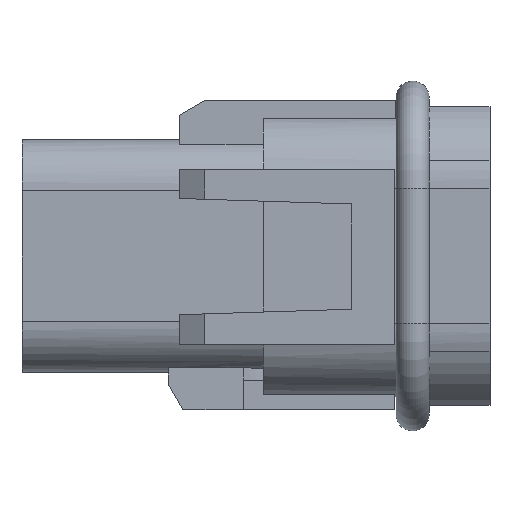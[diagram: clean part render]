
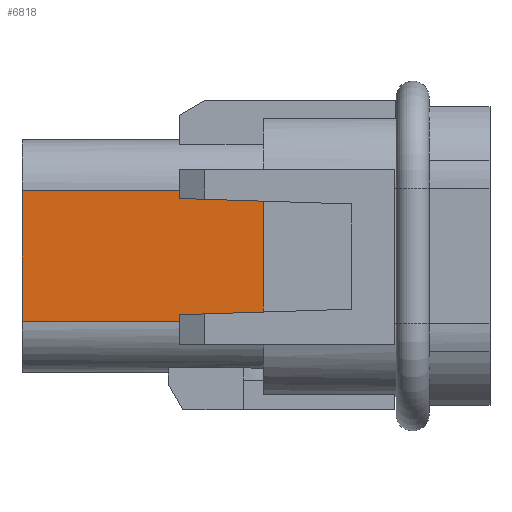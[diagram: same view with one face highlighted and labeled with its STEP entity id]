
A CAD part, left-side view. The second image highlights one B-rep face of the part: STEP entity #6818.
In plain terms, the highlighted planar face has unit normal (-1, 0, 0).
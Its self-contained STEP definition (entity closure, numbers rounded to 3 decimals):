
#213 = LINE ( 'NONE', #1962, #4111 ) ;
#214 = LINE ( 'NONE', #1953, #4117 ) ;
#217 = LINE ( 'NONE', #1970, #4100 ) ;
#575 = AXIS2_PLACEMENT_3D ( 'NONE', #7074, #7073, #7084 ) ;
#696 = VERTEX_POINT ( 'NONE', #1770 ) ;
#700 = VERTEX_POINT ( 'NONE', #1754 ) ;
#1447 = CARTESIAN_POINT ( 'NONE',  ( -7.95, 16.5, -4.45 ) ) ;
#1448 = CARTESIAN_POINT ( 'NONE',  ( -7.95, 5.75, -4.45 ) ) ;
#1499 = CARTESIAN_POINT ( 'NONE',  ( -7.95, 5.75, 3.934 ) ) ;
#1744 = CARTESIAN_POINT ( 'NONE',  ( -7.95, 5.75, -4.015 ) ) ;
#1754 = CARTESIAN_POINT ( 'NONE',  ( -7.95, 16.5, 4.45 ) ) ;
#1756 = CARTESIAN_POINT ( 'NONE',  ( -7.95, 0., 3.75 ) ) ;
#1770 = CARTESIAN_POINT ( 'NONE',  ( -7.95, 5.75, 4.45 ) ) ;
#1782 = CARTESIAN_POINT ( 'NONE',  ( -7.95, 0., -3.832 ) ) ;
#1949 = DIRECTION ( 'NONE',  ( 0., 0., 1. ) ) ;
#1950 = CARTESIAN_POINT ( 'NONE',  ( -7.95, 5.75, -4.45 ) ) ;
#1951 = DIRECTION ( 'NONE',  ( 0., -0.999, 0.032 ) ) ;
#1952 = CARTESIAN_POINT ( 'NONE',  ( -7.95, 16.503, -4.357 ) ) ;
#1953 = CARTESIAN_POINT ( 'NONE',  ( -7.95, 16.222, 4.267 ) ) ;
#1954 = DIRECTION ( 'NONE',  ( 0., 0., 1. ) ) ;
#1955 = CARTESIAN_POINT ( 'NONE',  ( -7.95, 5.75, -4.45 ) ) ;
#1959 = DIRECTION ( 'NONE',  ( 0., 0.999, 0.032 ) ) ;
#1961 = DIRECTION ( 'NONE',  ( 0., -1., 0. ) ) ;
#1962 = CARTESIAN_POINT ( 'NONE',  ( -7.95, 16.5, 4.45 ) ) ;
#1970 = CARTESIAN_POINT ( 'NONE',  ( -7.95, 16.5, -4.45 ) ) ;
#1977 = DIRECTION ( 'NONE',  ( 0., 0., 1. ) ) ;
#2053 = DIRECTION ( 'NONE',  ( 0., -1., 0. ) ) ;
#2054 = CARTESIAN_POINT ( 'NONE',  ( -7.95, 16.5, -4.45 ) ) ;
#2230 = EDGE_CURVE ( 'NONE', #3744, #3743, #3234, .T. ) ;
#2268 = EDGE_CURVE ( 'NONE', #3477, #3515, #3209, .T. ) ;
#2269 = EDGE_CURVE ( 'NONE', #3743, #3477, #3208, .T. ) ;
#2270 = EDGE_CURVE ( 'NONE', #3720, #696, #3207, .T. ) ;
#2271 = EDGE_CURVE ( 'NONE', #3493, #3720, #214, .T. ) ;
#2273 = EDGE_CURVE ( 'NONE', #700, #696, #213, .T. ) ;
#2278 = EDGE_CURVE ( 'NONE', #3744, #700, #217, .T. ) ;
#2485 = LINE ( 'NONE', #4358, #5353 ) ;
#2799 = FACE_OUTER_BOUND ( 'NONE', #3363, .T. ) ;
#3207 = LINE ( 'NONE', #1955, #4118 ) ;
#3208 = LINE ( 'NONE', #1950, #4119 ) ;
#3209 = LINE ( 'NONE', #1952, #4121 ) ;
#3234 = LINE ( 'NONE', #2054, #4094 ) ;
#3363 = EDGE_LOOP ( 'NONE', ( #7588, #7766, #7710, #7767, #7768, #7764, #7765, #7763 ) ) ;
#3477 = VERTEX_POINT ( 'NONE', #1744 ) ;
#3493 = VERTEX_POINT ( 'NONE', #1756 ) ;
#3515 = VERTEX_POINT ( 'NONE', #1782 ) ;
#3720 = VERTEX_POINT ( 'NONE', #1499 ) ;
#3743 = VERTEX_POINT ( 'NONE', #1448 ) ;
#3744 = VERTEX_POINT ( 'NONE', #1447 ) ;
#4094 = VECTOR ( 'NONE', #2053, 1000. ) ;
#4100 = VECTOR ( 'NONE', #1977, 1000. ) ;
#4111 = VECTOR ( 'NONE', #1961, 1000. ) ;
#4117 = VECTOR ( 'NONE', #1959, 1000. ) ;
#4118 = VECTOR ( 'NONE', #1954, 1000. ) ;
#4119 = VECTOR ( 'NONE', #1949, 1000. ) ;
#4121 = VECTOR ( 'NONE', #1951, 1000. ) ;
#4357 = DIRECTION ( 'NONE',  ( 0., 0., 1. ) ) ;
#4358 = CARTESIAN_POINT ( 'NONE',  ( -7.95, 0., -4.45 ) ) ;
#5353 = VECTOR ( 'NONE', #4357, 1000. ) ;
#6818 = ADVANCED_FACE ( 'NONE', ( #2799 ), #7075, .F. ) ;
#6929 = EDGE_CURVE ( 'NONE', #3515, #3493, #2485, .T. ) ;
#7073 = DIRECTION ( 'NONE',  ( 1., 0., 0. ) ) ;
#7074 = CARTESIAN_POINT ( 'NONE',  ( -7.95, 16.5, -4.45 ) ) ;
#7075 = PLANE ( 'NONE',  #575 ) ;
#7084 = DIRECTION ( 'NONE',  ( 0., 0., -1. ) ) ;
#7588 = ORIENTED_EDGE ( 'NONE', *, *, #2230, .T. ) ;
#7710 = ORIENTED_EDGE ( 'NONE', *, *, #2268, .T. ) ;
#7763 = ORIENTED_EDGE ( 'NONE', *, *, #2278, .F. ) ;
#7764 = ORIENTED_EDGE ( 'NONE', *, *, #2270, .T. ) ;
#7765 = ORIENTED_EDGE ( 'NONE', *, *, #2273, .F. ) ;
#7766 = ORIENTED_EDGE ( 'NONE', *, *, #2269, .T. ) ;
#7767 = ORIENTED_EDGE ( 'NONE', *, *, #6929, .T. ) ;
#7768 = ORIENTED_EDGE ( 'NONE', *, *, #2271, .T. ) ;
